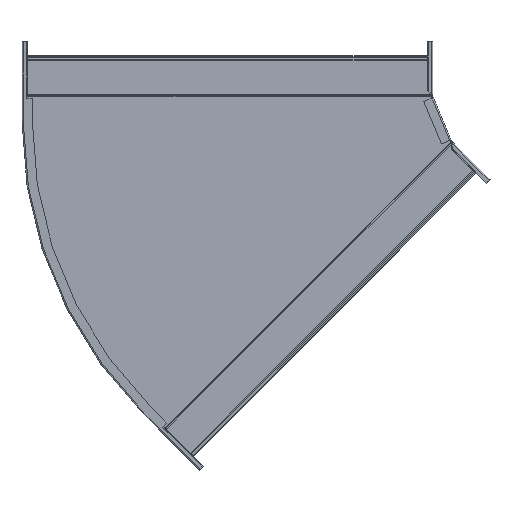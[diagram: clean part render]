
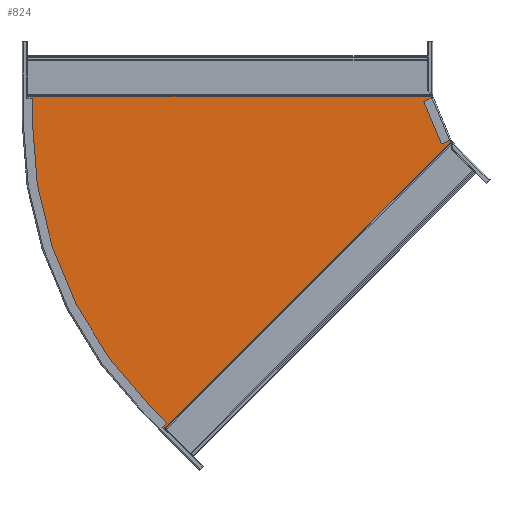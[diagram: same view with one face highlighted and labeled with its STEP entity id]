
A CAD part, front view. The second image highlights one B-rep face of the part: STEP entity #824.
In plain terms, the highlighted planar face has unit normal (0, -1, 0).
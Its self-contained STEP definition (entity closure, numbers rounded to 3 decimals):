
#7 = DIRECTION ( 'NONE',  ( 0., 0., -1. ) ) ;
#33 = VECTOR ( 'NONE', #2330, 1000. ) ;
#37 = CARTESIAN_POINT ( 'NONE',  ( -13.639, -1., 32.928 ) ) ;
#74 = EDGE_CURVE ( 'NONE', #3654, #2817, #2269, .T. ) ;
#140 = EDGE_CURVE ( 'NONE', #903, #4009, #1531, .T. ) ;
#163 = PLANE ( 'NONE',  #1088 ) ;
#165 = ORIENTED_EDGE ( 'NONE', *, *, #5144, .F. ) ;
#167 = CARTESIAN_POINT ( 'NONE',  ( -8.802, -1., 21.249 ) ) ;
#224 = DIRECTION ( 'NONE',  ( 0.383, 0., -0.924 ) ) ;
#337 = ORIENTED_EDGE ( 'NONE', *, *, #2693, .F. ) ;
#397 = ORIENTED_EDGE ( 'NONE', *, *, #74, .F. ) ;
#468 = LINE ( 'NONE', #784, #4566 ) ;
#494 = VERTEX_POINT ( 'NONE', #37 ) ;
#556 = CARTESIAN_POINT ( 'NONE',  ( -363.602, -1., -484.415 ) ) ;
#603 = VERTEX_POINT ( 'NONE', #3317 ) ;
#628 = CARTESIAN_POINT ( 'NONE',  ( -7.889, -1., 33.574 ) ) ;
#637 = CARTESIAN_POINT ( 'NONE',  ( -599.639, -1., 33.574 ) ) ;
#784 = CARTESIAN_POINT ( 'NONE',  ( -606.139, -1., -3.268 ) ) ;
#824 = ADVANCED_FACE ( 'NONE', ( #2821 ), #163, .T. ) ;
#903 = VERTEX_POINT ( 'NONE', #2480 ) ;
#997 = CARTESIAN_POINT ( 'NONE',  ( -7.889, -1., -3.268 ) ) ;
#1088 = AXIS2_PLACEMENT_3D ( 'NONE', #997, #3661, #1426 ) ;
#1169 = VERTEX_POINT ( 'NONE', #2734 ) ;
#1208 = VECTOR ( 'NONE', #3048, 1000. ) ;
#1328 = EDGE_CURVE ( 'NONE', #2548, #5316, #468, .T. ) ;
#1354 = LINE ( 'NONE', #2726, #4109 ) ;
#1405 = AXIS2_PLACEMENT_3D ( 'NONE', #3094, #1717, #7 ) ;
#1426 = DIRECTION ( 'NONE',  ( 0., 0., -1. ) ) ;
#1430 = ORIENTED_EDGE ( 'NONE', *, *, #3093, .T. ) ;
#1445 = EDGE_CURVE ( 'NONE', #603, #494, #1354, .T. ) ;
#1531 = LINE ( 'NONE', #3714, #4376 ) ;
#1603 = ORIENTED_EDGE ( 'NONE', *, *, #4430, .F. ) ;
#1620 = LINE ( 'NONE', #3891, #1746 ) ;
#1630 = CARTESIAN_POINT ( 'NONE',  ( -606.139, -1., -3.268 ) ) ;
#1705 = CARTESIAN_POINT ( 'NONE',  ( -400.726, -1., -447.292 ) ) ;
#1717 = DIRECTION ( 'NONE',  ( 0., 1., 0. ) ) ;
#1746 = VECTOR ( 'NONE', #3366, 1000. ) ;
#1841 = LINE ( 'NONE', #1927, #33 ) ;
#1901 = EDGE_LOOP ( 'NONE', ( #4940, #2239, #1430, #5160, #4568, #4112, #4010, #1603, #397, #165, #3774, #337 ) ) ;
#1927 = CARTESIAN_POINT ( 'NONE',  ( 18.162, -1., -29.318 ) ) ;
#1938 = DIRECTION ( 'NONE',  ( 0., 0., -1. ) ) ;
#1950 = LINE ( 'NONE', #3706, #4602 ) ;
#2239 = ORIENTED_EDGE ( 'NONE', *, *, #5000, .T. ) ;
#2269 = LINE ( 'NONE', #556, #3931 ) ;
#2330 = DIRECTION ( 'NONE',  ( -0.707, 0., -0.707 ) ) ;
#2375 = LINE ( 'NONE', #628, #2499 ) ;
#2422 = CARTESIAN_POINT ( 'NONE',  ( -599.639, -1., 85.428 ) ) ;
#2430 = CARTESIAN_POINT ( 'NONE',  ( -405.322, -1., -451.888 ) ) ;
#2480 = CARTESIAN_POINT ( 'NONE',  ( -430.916, -1., -426.294 ) ) ;
#2499 = VECTOR ( 'NONE', #4125, 1000. ) ;
#2526 = DIRECTION ( 'NONE',  ( 0., 0., 1. ) ) ;
#2548 = VERTEX_POINT ( 'NONE', #1630 ) ;
#2588 = VERTEX_POINT ( 'NONE', #2749 ) ;
#2693 = EDGE_CURVE ( 'NONE', #494, #1169, #4544, .T. ) ;
#2726 = CARTESIAN_POINT ( 'NONE',  ( -13.639, -1., 32.928 ) ) ;
#2734 = CARTESIAN_POINT ( 'NONE',  ( 13.639, -1., -32.928 ) ) ;
#2749 = CARTESIAN_POINT ( 'NONE',  ( 14.096, -1., -33.384 ) ) ;
#2815 = DIRECTION ( 'NONE',  ( 0.707, 0., -0.707 ) ) ;
#2817 = VERTEX_POINT ( 'NONE', #1705 ) ;
#2821 = FACE_OUTER_BOUND ( 'NONE', #1901, .T. ) ;
#2881 = EDGE_CURVE ( 'NONE', #2588, #1169, #1620, .T. ) ;
#3048 = DIRECTION ( 'NONE',  ( -0.707, 0., -0.707 ) ) ;
#3093 = EDGE_CURVE ( 'NONE', #4695, #5146, #5498, .T. ) ;
#3094 = CARTESIAN_POINT ( 'NONE',  ( -7.889, -1., -3.268 ) ) ;
#3096 = DIRECTION ( 'NONE',  ( 0., 0., -1. ) ) ;
#3317 = CARTESIAN_POINT ( 'NONE',  ( -13.639, -1., 33.574 ) ) ;
#3366 = DIRECTION ( 'NONE',  ( -0.707, 0., 0.707 ) ) ;
#3391 = VECTOR ( 'NONE', #224, 1000. ) ;
#3425 = LINE ( 'NONE', #5184, #1208 ) ;
#3654 = VERTEX_POINT ( 'NONE', #5611 ) ;
#3661 = DIRECTION ( 'NONE',  ( 0., -1., 0. ) ) ;
#3706 = CARTESIAN_POINT ( 'NONE',  ( -606.139, -1., 32.928 ) ) ;
#3714 = CARTESIAN_POINT ( 'NONE',  ( -430.916, -1., -426.294 ) ) ;
#3774 = ORIENTED_EDGE ( 'NONE', *, *, #2881, .T. ) ;
#3798 = CARTESIAN_POINT ( 'NONE',  ( -606.139, -1., 32.928 ) ) ;
#3891 = CARTESIAN_POINT ( 'NONE',  ( 13.639, -1., -32.928 ) ) ;
#3931 = VECTOR ( 'NONE', #4930, 1000. ) ;
#4009 = VERTEX_POINT ( 'NONE', #2430 ) ;
#4010 = ORIENTED_EDGE ( 'NONE', *, *, #140, .T. ) ;
#4109 = VECTOR ( 'NONE', #3096, 1000. ) ;
#4112 = ORIENTED_EDGE ( 'NONE', *, *, #4929, .F. ) ;
#4125 = DIRECTION ( 'NONE',  ( -1., 0., 0. ) ) ;
#4306 = VECTOR ( 'NONE', #1938, 1000. ) ;
#4376 = VECTOR ( 'NONE', #2815, 1000. ) ;
#4430 = EDGE_CURVE ( 'NONE', #2817, #4009, #3425, .T. ) ;
#4512 = CIRCLE ( 'NONE', #1405, 598.25 ) ;
#4532 = CARTESIAN_POINT ( 'NONE',  ( -599.639, -1., 32.928 ) ) ;
#4544 = LINE ( 'NONE', #167, #3391 ) ;
#4549 = DIRECTION ( 'NONE',  ( -1., 0., 0. ) ) ;
#4566 = VECTOR ( 'NONE', #2526, 1000. ) ;
#4568 = ORIENTED_EDGE ( 'NONE', *, *, #1328, .F. ) ;
#4602 = VECTOR ( 'NONE', #4549, 1000. ) ;
#4695 = VERTEX_POINT ( 'NONE', #637 ) ;
#4929 = EDGE_CURVE ( 'NONE', #903, #2548, #4512, .T. ) ;
#4930 = DIRECTION ( 'NONE',  ( -0.707, 0., 0.707 ) ) ;
#4940 = ORIENTED_EDGE ( 'NONE', *, *, #1445, .F. ) ;
#4997 = EDGE_CURVE ( 'NONE', #5146, #5316, #1950, .T. ) ;
#5000 = EDGE_CURVE ( 'NONE', #603, #4695, #2375, .T. ) ;
#5144 = EDGE_CURVE ( 'NONE', #2588, #3654, #1841, .T. ) ;
#5146 = VERTEX_POINT ( 'NONE', #4532 ) ;
#5160 = ORIENTED_EDGE ( 'NONE', *, *, #4997, .T. ) ;
#5184 = CARTESIAN_POINT ( 'NONE',  ( -405.322, -1., -451.888 ) ) ;
#5316 = VERTEX_POINT ( 'NONE', #3798 ) ;
#5498 = LINE ( 'NONE', #2422, #4306 ) ;
#5611 = CARTESIAN_POINT ( 'NONE',  ( -400.269, -1., -447.749 ) ) ;
